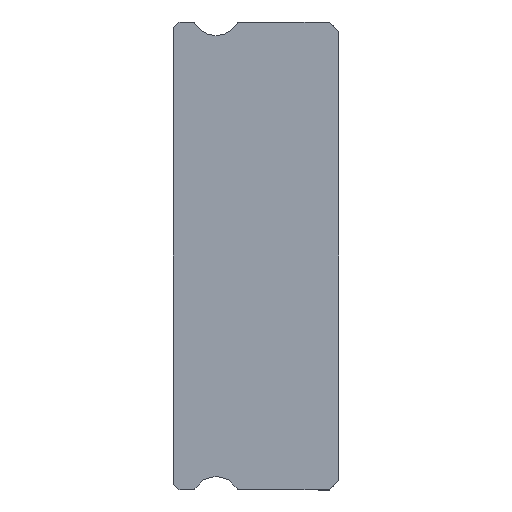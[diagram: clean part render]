
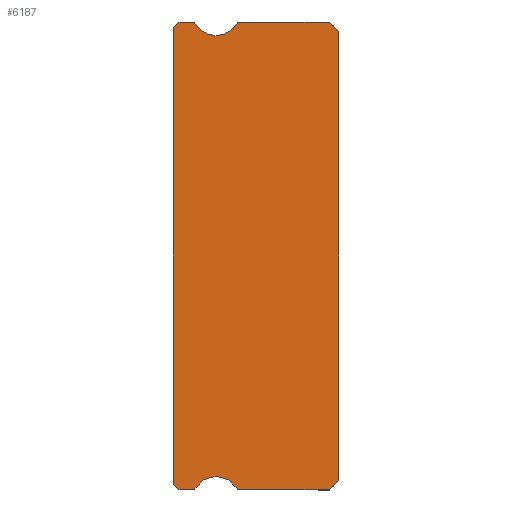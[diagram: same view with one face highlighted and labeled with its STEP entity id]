
A CAD part, left-side view. The second image highlights one B-rep face of the part: STEP entity #6187.
In plain terms, the highlighted planar face has unit normal (-1, 0, 0).
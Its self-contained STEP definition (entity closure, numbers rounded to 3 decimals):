
#59 = EDGE_CURVE ( 'NONE', #5755, #4905, #1099, .T. ) ;
#65 = DIRECTION ( 'NONE',  ( 0., 0.707, -0.707 ) ) ;
#102 = VERTEX_POINT ( 'NONE', #6815 ) ;
#107 = ORIENTED_EDGE ( 'NONE', *, *, #600, .F. ) ;
#146 = DIRECTION ( 'NONE',  ( 0., 0., -1. ) ) ;
#183 = CARTESIAN_POINT ( 'NONE',  ( -15., 0.5, 12. ) ) ;
#283 = CARTESIAN_POINT ( 'NONE',  ( -15., 7.512, 11.85 ) ) ;
#328 = EDGE_CURVE ( 'NONE', #2323, #4798, #4573, .T. ) ;
#340 = ORIENTED_EDGE ( 'NONE', *, *, #647, .F. ) ;
#352 = CARTESIAN_POINT ( 'NONE',  ( -15., 6.3, 12.55 ) ) ;
#450 = VERTEX_POINT ( 'NONE', #1586 ) ;
#554 = CARTESIAN_POINT ( 'NONE',  ( -15., 8.2, 12. ) ) ;
#566 = VERTEX_POINT ( 'NONE', #8566 ) ;
#598 = EDGE_CURVE ( 'NONE', #4180, #2342, #3855, .T. ) ;
#600 = EDGE_CURVE ( 'NONE', #3501, #566, #8146, .T. ) ;
#647 = EDGE_CURVE ( 'NONE', #3163, #102, #8119, .T. ) ;
#650 = AXIS2_PLACEMENT_3D ( 'NONE', #1300, #7202, #3906 ) ;
#689 = EDGE_CURVE ( 'NONE', #7711, #4798, #7330, .T. ) ;
#734 = VECTOR ( 'NONE', #1600, 1000. ) ;
#753 = EDGE_CURVE ( 'NONE', #4905, #3404, #2058, .T. ) ;
#817 = EDGE_CURVE ( 'NONE', #5319, #6526, #7546, .T. ) ;
#867 = DIRECTION ( 'NONE',  ( 0., 0., -1. ) ) ;
#898 = ORIENTED_EDGE ( 'NONE', *, *, #1887, .F. ) ;
#952 = LINE ( 'NONE', #2635, #3510 ) ;
#981 = DIRECTION ( 'NONE',  ( 1., 0., 0. ) ) ;
#987 = DIRECTION ( 'NONE',  ( 0., 0., -1. ) ) ;
#1099 = CIRCLE ( 'NONE', #3602, 0.15 ) ;
#1123 = ORIENTED_EDGE ( 'NONE', *, *, #7444, .F. ) ;
#1155 = CARTESIAN_POINT ( 'NONE',  ( -15., 7.383, -11.925 ) ) ;
#1164 = VECTOR ( 'NONE', #65, 1000. ) ;
#1189 = CARTESIAN_POINT ( 'NONE',  ( -15., 8.2, -12. ) ) ;
#1208 = AXIS2_PLACEMENT_3D ( 'NONE', #5944, #2726, #146 ) ;
#1229 = CARTESIAN_POINT ( 'NONE',  ( -15., 8.2, 12. ) ) ;
#1272 = EDGE_CURVE ( 'NONE', #5069, #6526, #8182, .T. ) ;
#1300 = CARTESIAN_POINT ( 'NONE',  ( -15., 7.512, -11.85 ) ) ;
#1342 = ORIENTED_EDGE ( 'NONE', *, *, #59, .F. ) ;
#1356 = VECTOR ( 'NONE', #4771, 1000. ) ;
#1399 = ORIENTED_EDGE ( 'NONE', *, *, #8477, .T. ) ;
#1477 = ORIENTED_EDGE ( 'NONE', *, *, #328, .T. ) ;
#1586 = CARTESIAN_POINT ( 'NONE',  ( -15., 5.217, -11.925 ) ) ;
#1600 = DIRECTION ( 'NONE',  ( 0., 1., 0. ) ) ;
#1608 = DIRECTION ( 'NONE',  ( 0., 0., 1. ) ) ;
#1641 = AXIS2_PLACEMENT_3D ( 'NONE', #3757, #1917, #4551 ) ;
#1887 = EDGE_CURVE ( 'NONE', #3404, #4180, #5506, .T. ) ;
#1917 = DIRECTION ( 'NONE',  ( 1., 0., 0. ) ) ;
#1920 = VECTOR ( 'NONE', #1608, 1000. ) ;
#1926 = DIRECTION ( 'NONE',  ( 0., -1., 0. ) ) ;
#2058 = CIRCLE ( 'NONE', #7313, 1.25 ) ;
#2157 = DIRECTION ( 'NONE',  ( 0., -0.707, -0.707 ) ) ;
#2224 = CARTESIAN_POINT ( 'NONE',  ( -15., 6.3, 12.55 ) ) ;
#2305 = CARTESIAN_POINT ( 'NONE',  ( -15., 6.3, -12.55 ) ) ;
#2323 = VERTEX_POINT ( 'NONE', #554 ) ;
#2342 = VERTEX_POINT ( 'NONE', #3221 ) ;
#2393 = CARTESIAN_POINT ( 'NONE',  ( -15., 0., 11.5 ) ) ;
#2604 = CARTESIAN_POINT ( 'NONE',  ( -15., 0., -11.5 ) ) ;
#2635 = CARTESIAN_POINT ( 'NONE',  ( -15., 8.2, -12. ) ) ;
#2725 = ORIENTED_EDGE ( 'NONE', *, *, #753, .F. ) ;
#2726 = DIRECTION ( 'NONE',  ( 1., 0., 0. ) ) ;
#2760 = CIRCLE ( 'NONE', #5531, 0.15 ) ;
#2827 = EDGE_CURVE ( 'NONE', #7711, #6375, #952, .T. ) ;
#2912 = CARTESIAN_POINT ( 'NONE',  ( -15., 5.217, 11.925 ) ) ;
#3026 = DIRECTION ( 'NONE',  ( 0., 0., -1. ) ) ;
#3049 = ORIENTED_EDGE ( 'NONE', *, *, #1272, .F. ) ;
#3057 = VECTOR ( 'NONE', #6992, 1000. ) ;
#3060 = ORIENTED_EDGE ( 'NONE', *, *, #2827, .T. ) ;
#3075 = EDGE_CURVE ( 'NONE', #5319, #3163, #8554, .T. ) ;
#3163 = VERTEX_POINT ( 'NONE', #7318 ) ;
#3188 = DIRECTION ( 'NONE',  ( -1., 0., 0. ) ) ;
#3221 = CARTESIAN_POINT ( 'NONE',  ( -15., 5.088, 12. ) ) ;
#3254 = VECTOR ( 'NONE', #1926, 1000. ) ;
#3282 = DIRECTION ( 'NONE',  ( 0., 0.707, -0.707 ) ) ;
#3404 = VERTEX_POINT ( 'NONE', #6892 ) ;
#3436 = CARTESIAN_POINT ( 'NONE',  ( -15., 7.512, -12. ) ) ;
#3501 = VERTEX_POINT ( 'NONE', #1155 ) ;
#3510 = VECTOR ( 'NONE', #7911, 1000. ) ;
#3563 = DIRECTION ( 'NONE',  ( 0., 0., -1. ) ) ;
#3602 = AXIS2_PLACEMENT_3D ( 'NONE', #283, #981, #6131 ) ;
#3694 = DIRECTION ( 'NONE',  ( -1., 0., 0. ) ) ;
#3695 = AXIS2_PLACEMENT_3D ( 'NONE', #352, #3188, #3026 ) ;
#3734 = CIRCLE ( 'NONE', #6235, 1.25 ) ;
#3752 = VECTOR ( 'NONE', #3282, 1000. ) ;
#3757 = CARTESIAN_POINT ( 'NONE',  ( -15., 5.088, 11.85 ) ) ;
#3838 = EDGE_CURVE ( 'NONE', #2342, #5069, #5923, .T. ) ;
#3855 = CIRCLE ( 'NONE', #1641, 0.15 ) ;
#3906 = DIRECTION ( 'NONE',  ( 0., 0., -1. ) ) ;
#4018 = PLANE ( 'NONE',  #1208 ) ;
#4161 = CARTESIAN_POINT ( 'NONE',  ( -15., 7.512, 12. ) ) ;
#4170 = DIRECTION ( 'NONE',  ( 1., 0., 0. ) ) ;
#4180 = VERTEX_POINT ( 'NONE', #2912 ) ;
#4340 = ORIENTED_EDGE ( 'NONE', *, *, #3075, .F. ) ;
#4538 = VECTOR ( 'NONE', #4819, 1000. ) ;
#4551 = DIRECTION ( 'NONE',  ( 0., 0., -1. ) ) ;
#4565 = LINE ( 'NONE', #1229, #734 ) ;
#4573 = LINE ( 'NONE', #6545, #3752 ) ;
#4644 = ORIENTED_EDGE ( 'NONE', *, *, #7500, .T. ) ;
#4718 = ORIENTED_EDGE ( 'NONE', *, *, #817, .T. ) ;
#4727 = CARTESIAN_POINT ( 'NONE',  ( -15., 0., -11.5 ) ) ;
#4771 = DIRECTION ( 'NONE',  ( 0., 0., 1. ) ) ;
#4798 = VERTEX_POINT ( 'NONE', #6850 ) ;
#4819 = DIRECTION ( 'NONE',  ( 0., 1., 0. ) ) ;
#4905 = VERTEX_POINT ( 'NONE', #8362 ) ;
#5026 = CARTESIAN_POINT ( 'NONE',  ( -15., 7.512, -12. ) ) ;
#5069 = VERTEX_POINT ( 'NONE', #183 ) ;
#5131 = CARTESIAN_POINT ( 'NONE',  ( -15., 7.512, 12. ) ) ;
#5301 = CARTESIAN_POINT ( 'NONE',  ( -15., 8.5, 11.85 ) ) ;
#5319 = VERTEX_POINT ( 'NONE', #4727 ) ;
#5506 = CIRCLE ( 'NONE', #3695, 1.25 ) ;
#5531 = AXIS2_PLACEMENT_3D ( 'NONE', #6829, #4170, #867 ) ;
#5608 = ORIENTED_EDGE ( 'NONE', *, *, #689, .F. ) ;
#5739 = LINE ( 'NONE', #5026, #3057 ) ;
#5755 = VERTEX_POINT ( 'NONE', #4161 ) ;
#5923 = LINE ( 'NONE', #5131, #3254 ) ;
#5944 = CARTESIAN_POINT ( 'NONE',  ( -15., 7.512, 11.85 ) ) ;
#6124 = FACE_OUTER_BOUND ( 'NONE', #7620, .T. ) ;
#6131 = DIRECTION ( 'NONE',  ( 0., 0., -1. ) ) ;
#6187 = ADVANCED_FACE ( 'NONE', ( #6124 ), #4018, .F. ) ;
#6235 = AXIS2_PLACEMENT_3D ( 'NONE', #2305, #7593, #987 ) ;
#6282 = CARTESIAN_POINT ( 'NONE',  ( -15., 0.5, 12. ) ) ;
#6375 = VERTEX_POINT ( 'NONE', #1189 ) ;
#6526 = VERTEX_POINT ( 'NONE', #7875 ) ;
#6545 = CARTESIAN_POINT ( 'NONE',  ( -15., 8.5, 11.7 ) ) ;
#6673 = ORIENTED_EDGE ( 'NONE', *, *, #3838, .F. ) ;
#6758 = CARTESIAN_POINT ( 'NONE',  ( -15., 8.5, -11.7 ) ) ;
#6815 = CARTESIAN_POINT ( 'NONE',  ( -15., 5.088, -12. ) ) ;
#6829 = CARTESIAN_POINT ( 'NONE',  ( -15., 5.088, -11.85 ) ) ;
#6850 = CARTESIAN_POINT ( 'NONE',  ( -15., 8.5, 11.7 ) ) ;
#6892 = CARTESIAN_POINT ( 'NONE',  ( -15., 6.3, 11.3 ) ) ;
#6938 = EDGE_CURVE ( 'NONE', #102, #450, #2760, .T. ) ;
#6992 = DIRECTION ( 'NONE',  ( 0., -1., 0. ) ) ;
#7024 = ORIENTED_EDGE ( 'NONE', *, *, #6938, .F. ) ;
#7202 = DIRECTION ( 'NONE',  ( 1., 0., 0. ) ) ;
#7313 = AXIS2_PLACEMENT_3D ( 'NONE', #2224, #3694, #3563 ) ;
#7318 = CARTESIAN_POINT ( 'NONE',  ( -15., 0.5, -12. ) ) ;
#7330 = LINE ( 'NONE', #5301, #1356 ) ;
#7444 = EDGE_CURVE ( 'NONE', #450, #3501, #3734, .T. ) ;
#7500 = EDGE_CURVE ( 'NONE', #6375, #566, #5739, .T. ) ;
#7546 = LINE ( 'NONE', #2393, #1920 ) ;
#7593 = DIRECTION ( 'NONE',  ( -1., 0., 0. ) ) ;
#7620 = EDGE_LOOP ( 'NONE', ( #5608, #3060, #4644, #107, #1123, #7024, #340, #4340, #4718, #3049, #6673, #7663, #898, #2725, #1342, #1399, #1477 ) ) ;
#7663 = ORIENTED_EDGE ( 'NONE', *, *, #598, .F. ) ;
#7711 = VERTEX_POINT ( 'NONE', #6758 ) ;
#7875 = CARTESIAN_POINT ( 'NONE',  ( -15., 0., 11.5 ) ) ;
#7911 = DIRECTION ( 'NONE',  ( 0., -0.707, -0.707 ) ) ;
#8119 = LINE ( 'NONE', #3436, #4538 ) ;
#8146 = CIRCLE ( 'NONE', #650, 0.15 ) ;
#8182 = LINE ( 'NONE', #6282, #8276 ) ;
#8276 = VECTOR ( 'NONE', #2157, 1000. ) ;
#8362 = CARTESIAN_POINT ( 'NONE',  ( -15., 7.383, 11.925 ) ) ;
#8477 = EDGE_CURVE ( 'NONE', #5755, #2323, #4565, .T. ) ;
#8554 = LINE ( 'NONE', #2604, #1164 ) ;
#8566 = CARTESIAN_POINT ( 'NONE',  ( -15., 7.512, -12. ) ) ;
